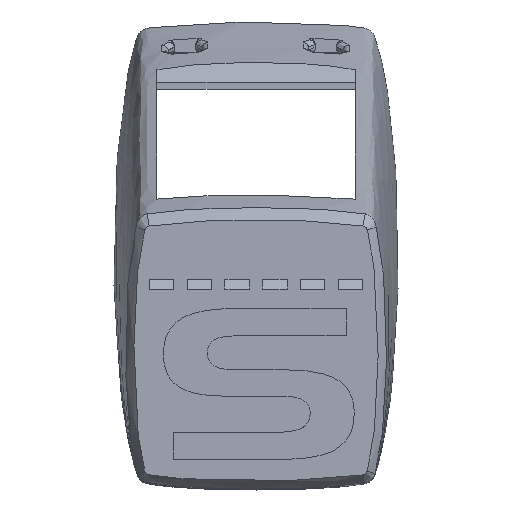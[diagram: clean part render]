
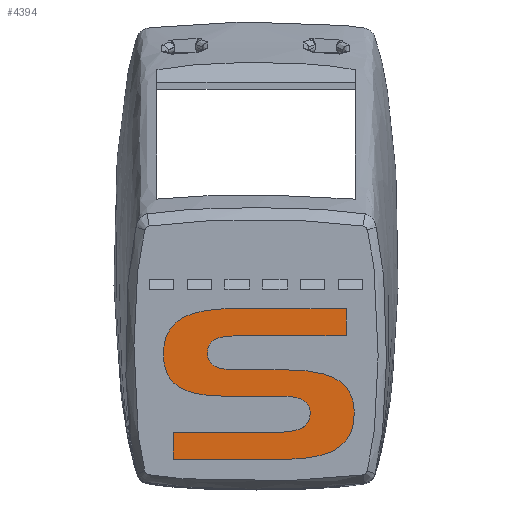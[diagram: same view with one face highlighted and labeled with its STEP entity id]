
A CAD part, top view. The second image highlights one B-rep face of the part: STEP entity #4394.
In plain terms, the highlighted planar face has unit normal (0, 0, 1).
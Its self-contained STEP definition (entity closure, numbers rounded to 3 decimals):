
#24=(
BOUNDED_CURVE()
B_SPLINE_CURVE(3,(#9605,#9606,#9607,#9608),.UNSPECIFIED.,.F.,.F.)
B_SPLINE_CURVE_WITH_KNOTS((4,4),(0.,1.),.UNSPECIFIED.)
CURVE()
GEOMETRIC_REPRESENTATION_ITEM()
RATIONAL_B_SPLINE_CURVE((1.,1.,1.,1.))
REPRESENTATION_ITEM('')
);
#26=(
BOUNDED_CURVE()
B_SPLINE_CURVE(3,(#9624,#9625,#9626,#9627),.UNSPECIFIED.,.F.,.F.)
B_SPLINE_CURVE_WITH_KNOTS((4,4),(0.,1.),.UNSPECIFIED.)
CURVE()
GEOMETRIC_REPRESENTATION_ITEM()
RATIONAL_B_SPLINE_CURVE((1.,1.,1.,1.))
REPRESENTATION_ITEM('')
);
#28=(
BOUNDED_CURVE()
B_SPLINE_CURVE(3,(#9649,#9650,#9651,#9652),.UNSPECIFIED.,.F.,.F.)
B_SPLINE_CURVE_WITH_KNOTS((4,4),(0.,1.),.UNSPECIFIED.)
CURVE()
GEOMETRIC_REPRESENTATION_ITEM()
RATIONAL_B_SPLINE_CURVE((1.,1.,1.,1.))
REPRESENTATION_ITEM('')
);
#30=(
BOUNDED_CURVE()
B_SPLINE_CURVE(3,(#9668,#9669,#9670,#9671),.UNSPECIFIED.,.F.,.F.)
B_SPLINE_CURVE_WITH_KNOTS((4,4),(0.,1.),.UNSPECIFIED.)
CURVE()
GEOMETRIC_REPRESENTATION_ITEM()
RATIONAL_B_SPLINE_CURVE((1.,1.,1.,1.))
REPRESENTATION_ITEM('')
);
#32=(
BOUNDED_CURVE()
B_SPLINE_CURVE(3,(#9705,#9706,#9707,#9708),.UNSPECIFIED.,.F.,.F.)
B_SPLINE_CURVE_WITH_KNOTS((4,4),(0.,1.),.UNSPECIFIED.)
CURVE()
GEOMETRIC_REPRESENTATION_ITEM()
RATIONAL_B_SPLINE_CURVE((1.,1.,1.,1.))
REPRESENTATION_ITEM('')
);
#34=(
BOUNDED_CURVE()
B_SPLINE_CURVE(3,(#9724,#9725,#9726,#9727),.UNSPECIFIED.,.F.,.F.)
B_SPLINE_CURVE_WITH_KNOTS((4,4),(0.,1.),.UNSPECIFIED.)
CURVE()
GEOMETRIC_REPRESENTATION_ITEM()
RATIONAL_B_SPLINE_CURVE((1.,1.,1.,1.))
REPRESENTATION_ITEM('')
);
#36=(
BOUNDED_CURVE()
B_SPLINE_CURVE(3,(#9749,#9750,#9751,#9752),.UNSPECIFIED.,.F.,.F.)
B_SPLINE_CURVE_WITH_KNOTS((4,4),(0.,1.),.UNSPECIFIED.)
CURVE()
GEOMETRIC_REPRESENTATION_ITEM()
RATIONAL_B_SPLINE_CURVE((1.,1.,1.,1.))
REPRESENTATION_ITEM('')
);
#38=(
BOUNDED_CURVE()
B_SPLINE_CURVE(3,(#9768,#9769,#9770,#9771),.UNSPECIFIED.,.F.,.F.)
B_SPLINE_CURVE_WITH_KNOTS((4,4),(0.,1.),.UNSPECIFIED.)
CURVE()
GEOMETRIC_REPRESENTATION_ITEM()
RATIONAL_B_SPLINE_CURVE((1.,1.,1.,1.))
REPRESENTATION_ITEM('')
);
#466=FACE_OUTER_BOUND('',#705,.T.);
#705=EDGE_LOOP('',(#3498,#3499,#3500,#3501,#3502,#3503,#3504,#3505,#3506,
#3507,#3508,#3509,#3510,#3511,#3512,#3513));
#1017=LINE('',#9588,#1447);
#1023=LINE('',#9633,#1453);
#1028=LINE('',#9677,#1458);
#1031=LINE('',#9683,#1461);
#1034=LINE('',#9689,#1464);
#1039=LINE('',#9733,#1469);
#1044=LINE('',#9777,#1474);
#1046=LINE('',#9780,#1476);
#1447=VECTOR('',#5250,10.);
#1453=VECTOR('',#5258,10.);
#1458=VECTOR('',#5265,10.);
#1461=VECTOR('',#5270,10.);
#1464=VECTOR('',#5275,10.);
#1469=VECTOR('',#5282,10.);
#1474=VECTOR('',#5289,10.);
#1476=VECTOR('',#5293,10.);
#1987=VERTEX_POINT('',#9585);
#1988=VERTEX_POINT('',#9587);
#1990=VERTEX_POINT('',#9603);
#1992=VERTEX_POINT('',#9622);
#1994=VERTEX_POINT('',#9631);
#1996=VERTEX_POINT('',#9647);
#1998=VERTEX_POINT('',#9666);
#2000=VERTEX_POINT('',#9675);
#2002=VERTEX_POINT('',#9681);
#2004=VERTEX_POINT('',#9687);
#2006=VERTEX_POINT('',#9703);
#2008=VERTEX_POINT('',#9722);
#2010=VERTEX_POINT('',#9731);
#2012=VERTEX_POINT('',#9747);
#2014=VERTEX_POINT('',#9766);
#2016=VERTEX_POINT('',#9775);
#2525=EDGE_CURVE('',#1987,#1988,#1017,.T.);
#2529=EDGE_CURVE('',#1990,#1987,#24,.T.);
#2532=EDGE_CURVE('',#1992,#1990,#26,.T.);
#2535=EDGE_CURVE('',#1994,#1992,#1023,.T.);
#2538=EDGE_CURVE('',#1996,#1994,#28,.T.);
#2541=EDGE_CURVE('',#1998,#1996,#30,.T.);
#2544=EDGE_CURVE('',#2000,#1998,#1028,.T.);
#2547=EDGE_CURVE('',#2002,#2000,#1031,.T.);
#2550=EDGE_CURVE('',#2004,#2002,#1034,.T.);
#2553=EDGE_CURVE('',#2006,#2004,#32,.T.);
#2556=EDGE_CURVE('',#2008,#2006,#34,.T.);
#2559=EDGE_CURVE('',#2010,#2008,#1039,.T.);
#2562=EDGE_CURVE('',#2012,#2010,#36,.T.);
#2565=EDGE_CURVE('',#2014,#2012,#38,.T.);
#2568=EDGE_CURVE('',#2016,#2014,#1044,.T.);
#2570=EDGE_CURVE('',#1988,#2016,#1046,.T.);
#3498=ORIENTED_EDGE('',*,*,#2570,.F.);
#3499=ORIENTED_EDGE('',*,*,#2525,.F.);
#3500=ORIENTED_EDGE('',*,*,#2529,.F.);
#3501=ORIENTED_EDGE('',*,*,#2532,.F.);
#3502=ORIENTED_EDGE('',*,*,#2535,.F.);
#3503=ORIENTED_EDGE('',*,*,#2538,.F.);
#3504=ORIENTED_EDGE('',*,*,#2541,.F.);
#3505=ORIENTED_EDGE('',*,*,#2544,.F.);
#3506=ORIENTED_EDGE('',*,*,#2547,.F.);
#3507=ORIENTED_EDGE('',*,*,#2550,.F.);
#3508=ORIENTED_EDGE('',*,*,#2553,.F.);
#3509=ORIENTED_EDGE('',*,*,#2556,.F.);
#3510=ORIENTED_EDGE('',*,*,#2559,.F.);
#3511=ORIENTED_EDGE('',*,*,#2562,.F.);
#3512=ORIENTED_EDGE('',*,*,#2565,.F.);
#3513=ORIENTED_EDGE('',*,*,#2568,.F.);
#4187=PLANE('',#4677);
#4394=ADVANCED_FACE('',(#466),#4187,.T.);
#4677=AXIS2_PLACEMENT_3D('',#9781,#5294,#5295);
#5250=DIRECTION('',(-1.,0.,0.));
#5258=DIRECTION('',(1.,0.,0.));
#5265=DIRECTION('',(-1.,0.,0.));
#5270=DIRECTION('',(0.,-1.,0.));
#5275=DIRECTION('',(1.,0.,0.));
#5282=DIRECTION('',(-1.,0.,0.));
#5289=DIRECTION('',(1.,0.,0.));
#5293=DIRECTION('',(0.,1.,0.));
#5294=DIRECTION('center_axis',(0.,0.,
1.));
#5295=DIRECTION('ref_axis',(-1.,0.,0.));
#9585=CARTESIAN_POINT('',(3.399,-6.477,56.1));
#9587=CARTESIAN_POINT('',(-10.14,-6.477,56.1));
#9588=CARTESIAN_POINT('',(3.399,-6.477,56.1));
#9603=CARTESIAN_POINT('',(12.033,-0.819,56.1));
#9605=CARTESIAN_POINT('Ctrl Pts',(12.033,-0.819,56.1));
#9606=CARTESIAN_POINT('Ctrl Pts',(12.033,-4.842,56.1));
#9607=CARTESIAN_POINT('Ctrl Pts',(9.253,-6.477,56.1));
#9608=CARTESIAN_POINT('Ctrl Pts',(3.399,-6.477,56.1));
#9622=CARTESIAN_POINT('',(3.824,4.479,56.1));
#9624=CARTESIAN_POINT('Ctrl Pts',(3.824,4.479,56.1));
#9625=CARTESIAN_POINT('Ctrl Pts',(9.449,4.479,56.1));
#9626=CARTESIAN_POINT('Ctrl Pts',(12.033,2.876,56.1));
#9627=CARTESIAN_POINT('Ctrl Pts',(12.033,-0.819,56.1));
#9631=CARTESIAN_POINT('',(-2.291,4.479,56.1));
#9633=CARTESIAN_POINT('',(-2.291,4.479,56.1));
#9647=CARTESIAN_POINT('',(-5.954,6.604,56.1));
#9649=CARTESIAN_POINT('Ctrl Pts',(-5.954,6.604,56.1));
#9650=CARTESIAN_POINT('Ctrl Pts',(-5.954,4.969,56.1));
#9651=CARTESIAN_POINT('Ctrl Pts',(-4.776,4.479,56.1));
#9652=CARTESIAN_POINT('Ctrl Pts',(-2.291,4.479,56.1));
#9666=CARTESIAN_POINT('',(-1.931,8.697,56.1));
#9668=CARTESIAN_POINT('Ctrl Pts',(-1.931,8.697,56.1));
#9669=CARTESIAN_POINT('Ctrl Pts',(-4.678,8.697,56.1));
#9670=CARTESIAN_POINT('Ctrl Pts',(-5.954,8.207,56.1));
#9671=CARTESIAN_POINT('Ctrl Pts',(-5.954,6.604,56.1));
#9675=CARTESIAN_POINT('',(11.052,8.697,56.1));
#9677=CARTESIAN_POINT('',(11.052,8.697,56.1));
#9681=CARTESIAN_POINT('',(11.052,12.,56.1));
#9683=CARTESIAN_POINT('',(11.052,12.,56.1));
#9687=CARTESIAN_POINT('',(-2.749,12.,56.1));
#9689=CARTESIAN_POINT('',(-2.749,12.,56.1));
#9703=CARTESIAN_POINT('',(-11.35,6.473,56.1));
#9705=CARTESIAN_POINT('Ctrl Pts',(-11.35,6.473,56.1));
#9706=CARTESIAN_POINT('Ctrl Pts',(-11.35,10.365,56.1));
#9707=CARTESIAN_POINT('Ctrl Pts',(-8.57,12.,56.1));
#9708=CARTESIAN_POINT('Ctrl Pts',(-2.749,12.,56.1));
#9722=CARTESIAN_POINT('',(-3.501,1.241,56.1));
#9724=CARTESIAN_POINT('Ctrl Pts',(-3.501,1.241,56.1));
#9725=CARTESIAN_POINT('Ctrl Pts',(-8.995,1.241,56.1));
#9726=CARTESIAN_POINT('Ctrl Pts',(-11.35,2.615,56.1));
#9727=CARTESIAN_POINT('Ctrl Pts',(-11.35,6.473,56.1));
#9731=CARTESIAN_POINT('',(3.367,1.241,56.1));
#9733=CARTESIAN_POINT('',(3.367,1.241,56.1));
#9747=CARTESIAN_POINT('',(6.637,-0.754,56.1));
#9749=CARTESIAN_POINT('Ctrl Pts',(6.637,-0.754,56.1));
#9750=CARTESIAN_POINT('Ctrl Pts',(6.637,0.587,56.1));
#9751=CARTESIAN_POINT('Ctrl Pts',(5.525,1.241,56.1));
#9752=CARTESIAN_POINT('Ctrl Pts',(3.367,1.241,56.1));
#9766=CARTESIAN_POINT('',(2.647,-3.174,56.1));
#9768=CARTESIAN_POINT('Ctrl Pts',(2.647,-3.174,56.1));
#9769=CARTESIAN_POINT('Ctrl Pts',(5.361,-3.174,56.1));
#9770=CARTESIAN_POINT('Ctrl Pts',(6.637,-2.454,56.1));
#9771=CARTESIAN_POINT('Ctrl Pts',(6.637,-0.754,56.1));
#9775=CARTESIAN_POINT('',(-10.14,-3.174,56.1));
#9777=CARTESIAN_POINT('',(-10.14,-3.174,56.1));
#9780=CARTESIAN_POINT('',(-10.14,-6.477,56.1));
#9781=CARTESIAN_POINT('Origin',(0.342,2.762,56.1));
